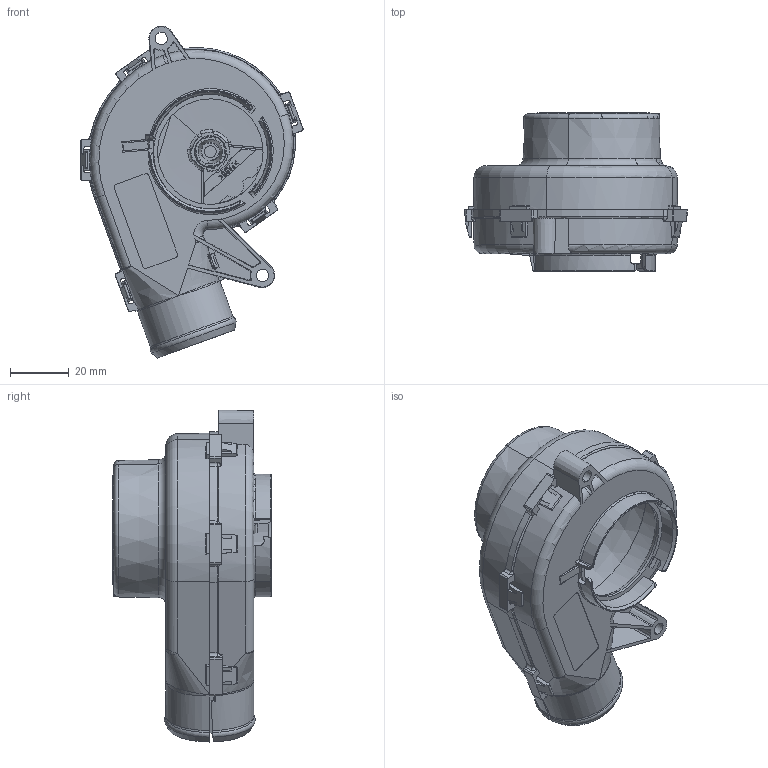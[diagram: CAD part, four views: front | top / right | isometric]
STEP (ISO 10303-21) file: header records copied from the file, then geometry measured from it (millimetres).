
FILE_DESCRIPTION(('CATIA V5 STEP Exchange'),'2;1');
FILE_NAME('1592506062_400_-.stp','2009-08-25T08:27:37+00:00',('none'),('none'),'CATIA Version 5 Release 19 SP 3 (IN-10)','CATIA V5 STEP AP214','none');
FILE_SCHEMA(('AUTOMOTIVE_DESIGN { 1 0 10303 214 1 1 1 1 }'));
Length unit declared in the file: millimetre
Products named in the file (1): 1592506062_CPA_400_-
Bounding box: 75.82 x 54.1 x 113.27 mm (x, y, z)
Volume: 30657.9 mm3; surface area: 42890.5 mm2
Topology: 1 solids, 1 shells, 1055 faces, 3069 edges, 1966 vertices
Faces by surface type: plane 510, cylinder 161, cone 136, bspline 136, torus 96, sphere 13, revolution 2, extrusion 1
Entity records: 43083 total; most frequent: CARTESIAN_POINT 18465, ORIENTED_EDGE 6074, DIRECTION 3552, EDGE_CURVE 3037, VERTEX_POINT 1966, AXIS2_PLACEMENT_3D 1407, VECTOR 1380, LINE 1379
